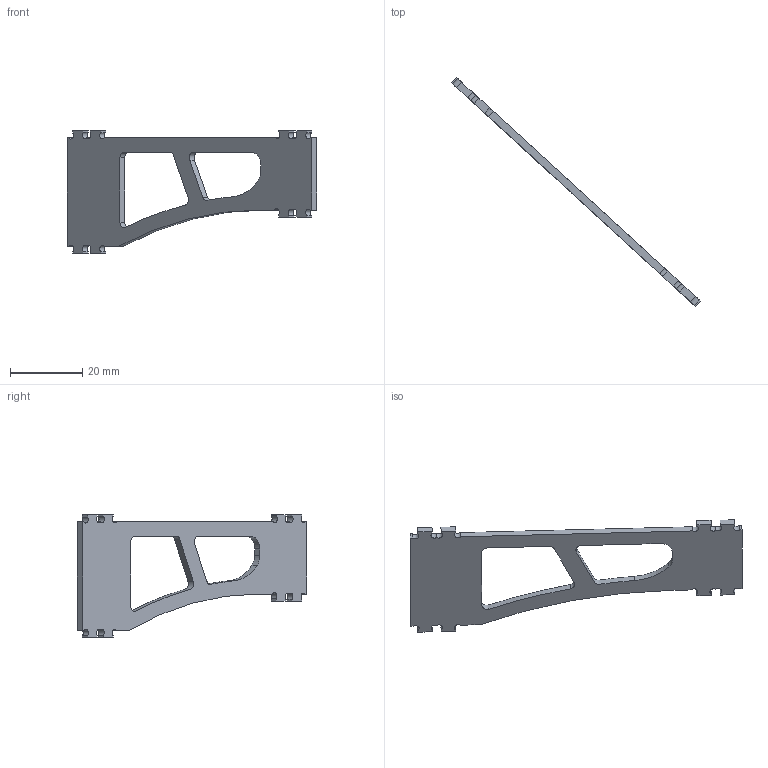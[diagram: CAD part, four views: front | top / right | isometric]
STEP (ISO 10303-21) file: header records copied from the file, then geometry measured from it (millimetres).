
FILE_DESCRIPTION(/* description */ (''),/* implementation_level */ '2;1');
FILE_NAME(/* name */ 'arm_plate_1 v17.step',/* time_stamp */ '2025-07-14T16:20:47-07:00',/* author */ (''),/* organization */ (''),/* preprocessor_version */ 'ST-DEVELOPER v20.1',/* originating_system */ 'Autodesk Translation Framework v14.10.0.0',/* authorisation */ '');
FILE_SCHEMA (('AUTOMOTIVE_DESIGN { 1 0 10303 214 3 1 1 }'));
Length unit declared in the file: millimetre
Products named in the file (1): arm_plate_1
Bounding box: 69.18 x 63.63 x 34 mm (x, y, z)
Volume: 3125.1 mm3; surface area: 3969.7 mm2
Topology: 1 solids, 1 shells, 69 faces, 201 edges, 134 vertices
Faces by surface type: plane 41, cylinder 28
Entity records: 2339 total; most frequent: CARTESIAN_POINT 405, ORIENTED_EDGE 402, DIRECTION 397, EDGE_CURVE 201, LINE 145, VECTOR 145, VERTEX_POINT 134, AXIS2_PLACEMENT_3D 126
